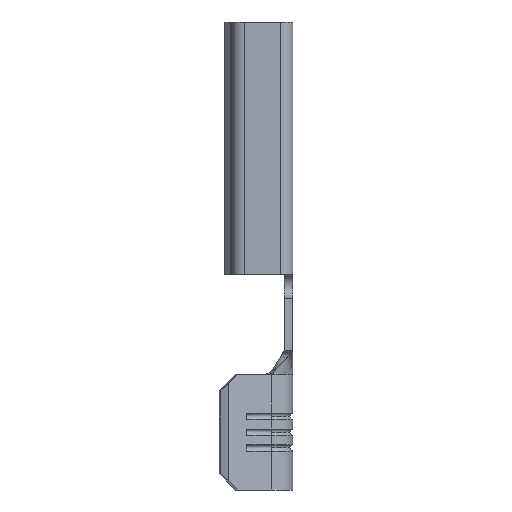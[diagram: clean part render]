
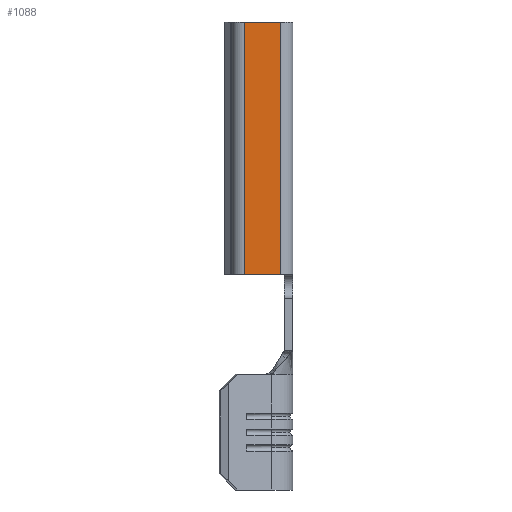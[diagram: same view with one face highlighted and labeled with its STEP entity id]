
A CAD part, left-side view. The second image highlights one B-rep face of the part: STEP entity #1088.
In plain terms, the highlighted planar face has unit normal (-1, 0, 0).
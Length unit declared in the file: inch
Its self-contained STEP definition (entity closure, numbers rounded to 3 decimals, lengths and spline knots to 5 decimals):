
#163 = VECTOR ( 'NONE', #1094, 39.37008 ) ;
#279 = ORIENTED_EDGE ( 'NONE', *, *, #4551, .F. ) ;
#281 = LINE ( 'NONE', #3993, #163 ) ;
#354 = CARTESIAN_POINT ( 'NONE',  ( -0.137, -0.028, 0.89 ) ) ;
#496 = LINE ( 'NONE', #3648, #1426 ) ;
#853 = VERTEX_POINT ( 'NONE', #2060 ) ;
#952 = VECTOR ( 'NONE', #2966, 39.37008 ) ;
#1008 = CARTESIAN_POINT ( 'NONE',  ( -0.137, -0.028, 0.89 ) ) ;
#1011 = VERTEX_POINT ( 'NONE', #3344 ) ;
#1088 = ADVANCED_FACE ( 'NONE', ( #2923 ), #2703, .F. ) ;
#1094 = DIRECTION ( 'NONE',  ( 0., -1., 0. ) ) ;
#1290 = DIRECTION ( 'NONE',  ( 1., 0., 0. ) ) ;
#1357 = DIRECTION ( 'NONE',  ( 0., 0., -1. ) ) ;
#1426 = VECTOR ( 'NONE', #1849, 39.37008 ) ;
#1849 = DIRECTION ( 'NONE',  ( 0., 0., -1. ) ) ;
#1863 = AXIS2_PLACEMENT_3D ( 'NONE', #3042, #1290, #3793 ) ;
#1875 = LINE ( 'NONE', #3331, #952 ) ;
#2060 = CARTESIAN_POINT ( 'NONE',  ( -0.137, 0.0405, 0.41 ) ) ;
#2614 = EDGE_CURVE ( 'NONE', #4442, #1011, #4336, .T. ) ;
#2703 = PLANE ( 'NONE',  #1863 ) ;
#2923 = FACE_OUTER_BOUND ( 'NONE', #4443, .T. ) ;
#2966 = DIRECTION ( 'NONE',  ( 0., -1., 0. ) ) ;
#2980 = ORIENTED_EDGE ( 'NONE', *, *, #4012, .T. ) ;
#3042 = CARTESIAN_POINT ( 'NONE',  ( -0.137, 0.0405, 0.89 ) ) ;
#3235 = VECTOR ( 'NONE', #1357, 39.37008 ) ;
#3331 = CARTESIAN_POINT ( 'NONE',  ( -0.137, 0.0405, 0.41 ) ) ;
#3344 = CARTESIAN_POINT ( 'NONE',  ( -0.137, -0.028, 0.41 ) ) ;
#3426 = EDGE_CURVE ( 'NONE', #853, #1011, #1875, .T. ) ;
#3601 = ORIENTED_EDGE ( 'NONE', *, *, #2614, .F. ) ;
#3625 = CARTESIAN_POINT ( 'NONE',  ( -0.137, 0.0405, 0.89 ) ) ;
#3648 = CARTESIAN_POINT ( 'NONE',  ( -0.137, 0.0405, 0.89 ) ) ;
#3710 = ORIENTED_EDGE ( 'NONE', *, *, #3426, .T. ) ;
#3793 = DIRECTION ( 'NONE',  ( 0., 1., 0. ) ) ;
#3993 = CARTESIAN_POINT ( 'NONE',  ( -0.137, 0.0405, 0.89 ) ) ;
#4012 = EDGE_CURVE ( 'NONE', #4576, #853, #496, .T. ) ;
#4336 = LINE ( 'NONE', #1008, #3235 ) ;
#4442 = VERTEX_POINT ( 'NONE', #354 ) ;
#4443 = EDGE_LOOP ( 'NONE', ( #3710, #3601, #279, #2980 ) ) ;
#4551 = EDGE_CURVE ( 'NONE', #4576, #4442, #281, .T. ) ;
#4576 = VERTEX_POINT ( 'NONE', #3625 ) ;
